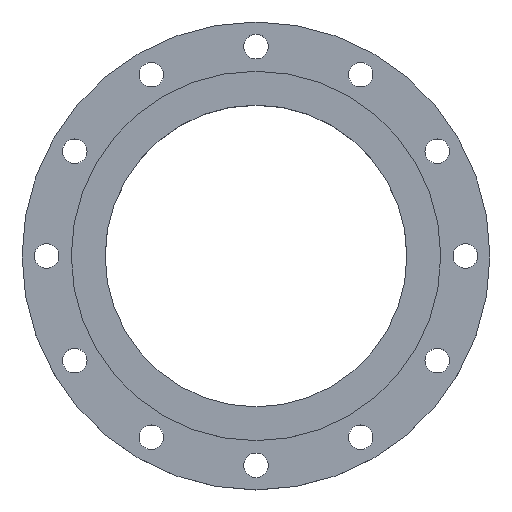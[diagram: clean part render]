
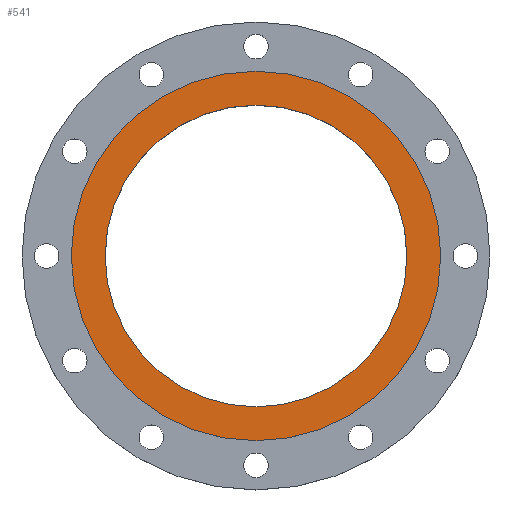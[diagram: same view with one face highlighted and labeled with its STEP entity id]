
A CAD part, top view. The second image highlights one B-rep face of the part: STEP entity #541.
In plain terms, the highlighted planar face has unit normal (0, 0, 1).
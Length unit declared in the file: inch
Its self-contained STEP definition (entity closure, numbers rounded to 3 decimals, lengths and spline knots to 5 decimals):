
#3 = DIRECTION ( 'NONE',  ( 0., 0., 1. ) ) ;
#6 = EDGE_CURVE ( 'NONE', #1262, #604, #303, .T. ) ;
#50 = DIRECTION ( 'NONE',  ( 1., 0., 0. ) ) ;
#59 = EDGE_CURVE ( 'NONE', #1315, #1034, #873, .T. ) ;
#74 = ORIENTED_EDGE ( 'NONE', *, *, #6, .F. ) ;
#86 = DIRECTION ( 'NONE',  ( 0., 0., -1. ) ) ;
#163 = DIRECTION ( 'NONE',  ( 0., 0., 1. ) ) ;
#171 = EDGE_LOOP ( 'NONE', ( #896, #74 ) ) ;
#177 = DIRECTION ( 'NONE',  ( -1., 0., 0. ) ) ;
#219 = AXIS2_PLACEMENT_3D ( 'NONE', #329, #3, #322 ) ;
#303 = CIRCLE ( 'NONE', #1134, 6.125 ) ;
#322 = DIRECTION ( 'NONE',  ( 1., 0., 0. ) ) ;
#329 = CARTESIAN_POINT ( 'NONE',  ( 0., 0., 0. ) ) ;
#355 = CARTESIAN_POINT ( 'NONE',  ( 0., 0., 0. ) ) ;
#378 = ORIENTED_EDGE ( 'NONE', *, *, #59, .T. ) ;
#396 = CARTESIAN_POINT ( 'NONE',  ( 0., 0., 0. ) ) ;
#403 = EDGE_CURVE ( 'NONE', #604, #1262, #1210, .T. ) ;
#433 = EDGE_LOOP ( 'NONE', ( #378, #819 ) ) ;
#472 = AXIS2_PLACEMENT_3D ( 'NONE', #1205, #86, #177 ) ;
#487 = FACE_BOUND ( 'NONE', #171, .T. ) ;
#532 = CARTESIAN_POINT ( 'NONE',  ( 6.125, 0., 0. ) ) ;
#541 = ADVANCED_FACE ( 'NONE', ( #487, #616 ), #837, .F. ) ;
#590 = DIRECTION ( 'NONE',  ( 0., 0., 1. ) ) ;
#601 = EDGE_CURVE ( 'NONE', #1034, #1315, #1115, .T. ) ;
#604 = VERTEX_POINT ( 'NONE', #532 ) ;
#616 = FACE_OUTER_BOUND ( 'NONE', #433, .T. ) ;
#819 = ORIENTED_EDGE ( 'NONE', *, *, #601, .T. ) ;
#837 = PLANE ( 'NONE',  #472 ) ;
#859 = DIRECTION ( 'NONE',  ( 0., 0., 1. ) ) ;
#873 = CIRCLE ( 'NONE', #968, 7.5 ) ;
#896 = ORIENTED_EDGE ( 'NONE', *, *, #403, .F. ) ;
#968 = AXIS2_PLACEMENT_3D ( 'NONE', #396, #859, #1307 ) ;
#969 = AXIS2_PLACEMENT_3D ( 'NONE', #355, #590, #1260 ) ;
#988 = CARTESIAN_POINT ( 'NONE',  ( -7.5, 0., 0. ) ) ;
#1034 = VERTEX_POINT ( 'NONE', #988 ) ;
#1115 = CIRCLE ( 'NONE', #219, 7.5 ) ;
#1134 = AXIS2_PLACEMENT_3D ( 'NONE', #1291, #163, #50 ) ;
#1172 = CARTESIAN_POINT ( 'NONE',  ( -6.125, 0., 0. ) ) ;
#1194 = CARTESIAN_POINT ( 'NONE',  ( 7.5, 0., 0. ) ) ;
#1205 = CARTESIAN_POINT ( 'NONE',  ( 0., 6.125, 0. ) ) ;
#1210 = CIRCLE ( 'NONE', #969, 6.125 ) ;
#1260 = DIRECTION ( 'NONE',  ( 1., 0., 0. ) ) ;
#1262 = VERTEX_POINT ( 'NONE', #1172 ) ;
#1291 = CARTESIAN_POINT ( 'NONE',  ( 0., 0., 0. ) ) ;
#1307 = DIRECTION ( 'NONE',  ( 1., 0., 0. ) ) ;
#1315 = VERTEX_POINT ( 'NONE', #1194 ) ;
